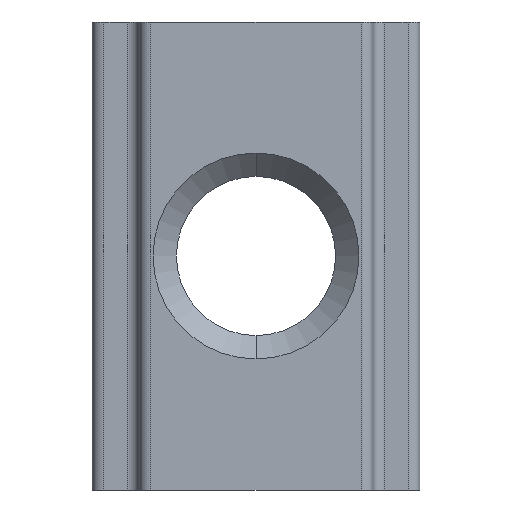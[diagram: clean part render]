
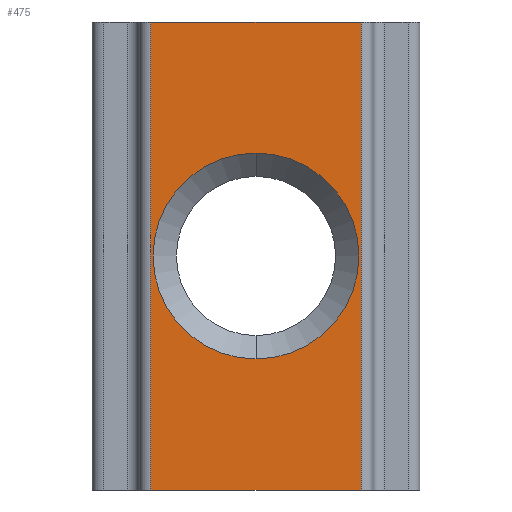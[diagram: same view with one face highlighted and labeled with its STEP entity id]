
A CAD part, front view. The second image highlights one B-rep face of the part: STEP entity #475.
In plain terms, the highlighted planar face has unit normal (0, -1, 0).
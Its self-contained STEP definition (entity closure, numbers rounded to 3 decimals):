
#11 = DIRECTION ( 'NONE',  ( 1., 0., 0. ) ) ;
#13 = CARTESIAN_POINT ( 'NONE',  ( -4.5, 0., 20. ) ) ;
#56 = CARTESIAN_POINT ( 'NONE',  ( 4.5, 0., 20. ) ) ;
#74 = LINE ( 'NONE', #990, #270 ) ;
#85 = LINE ( 'NONE', #56, #247 ) ;
#88 = CIRCLE ( 'NONE', #832, 4.4 ) ;
#92 = EDGE_CURVE ( 'NONE', #876, #956, #85, .T. ) ;
#169 = CARTESIAN_POINT ( 'NONE',  ( 0., 0., 14.4 ) ) ;
#219 = CARTESIAN_POINT ( 'NONE',  ( 4.5, 0., 0. ) ) ;
#246 = VERTEX_POINT ( 'NONE', #169 ) ;
#247 = VECTOR ( 'NONE', #833, 1000. ) ;
#270 = VECTOR ( 'NONE', #414, 1000. ) ;
#280 = CARTESIAN_POINT ( 'NONE',  ( 0., 0., 5.6 ) ) ;
#287 = FACE_BOUND ( 'NONE', #533, .T. ) ;
#324 = VERTEX_POINT ( 'NONE', #13 ) ;
#342 = ORIENTED_EDGE ( 'NONE', *, *, #647, .T. ) ;
#347 = CARTESIAN_POINT ( 'NONE',  ( 0., 0., 10. ) ) ;
#392 = EDGE_CURVE ( 'NONE', #324, #399, #1247, .T. ) ;
#398 = CARTESIAN_POINT ( 'NONE',  ( 0., 0., 10. ) ) ;
#399 = VERTEX_POINT ( 'NONE', #1073 ) ;
#414 = DIRECTION ( 'NONE',  ( 1., 0., 0. ) ) ;
#442 = DIRECTION ( 'NONE',  ( 0., 0., 1. ) ) ;
#444 = AXIS2_PLACEMENT_3D ( 'NONE', #347, #1016, #442 ) ;
#475 = ADVANCED_FACE ( 'NONE', ( #287, #542 ), #708, .F. ) ;
#526 = DIRECTION ( 'NONE',  ( 0., 1., 0. ) ) ;
#527 = CIRCLE ( 'NONE', #444, 4.4 ) ;
#533 = EDGE_LOOP ( 'NONE', ( #855, #342 ) ) ;
#542 = FACE_OUTER_BOUND ( 'NONE', #925, .T. ) ;
#548 = ORIENTED_EDGE ( 'NONE', *, *, #92, .T. ) ;
#559 = VECTOR ( 'NONE', #11, 1000. ) ;
#561 = CARTESIAN_POINT ( 'NONE',  ( -5., 0., 20. ) ) ;
#594 = VECTOR ( 'NONE', #892, 1000. ) ;
#647 = EDGE_CURVE ( 'NONE', #246, #1174, #527, .T. ) ;
#670 = ORIENTED_EDGE ( 'NONE', *, *, #392, .T. ) ;
#678 = EDGE_CURVE ( 'NONE', #324, #956, #725, .T. ) ;
#687 = EDGE_CURVE ( 'NONE', #1174, #246, #88, .T. ) ;
#708 = PLANE ( 'NONE',  #872 ) ;
#725 = LINE ( 'NONE', #561, #559 ) ;
#758 = DIRECTION ( 'NONE',  ( 0., 0., 1. ) ) ;
#832 = AXIS2_PLACEMENT_3D ( 'NONE', #398, #1154, #758 ) ;
#833 = DIRECTION ( 'NONE',  ( 0., 0., 1. ) ) ;
#855 = ORIENTED_EDGE ( 'NONE', *, *, #687, .T. ) ;
#872 = AXIS2_PLACEMENT_3D ( 'NONE', #1010, #526, #1095 ) ;
#876 = VERTEX_POINT ( 'NONE', #219 ) ;
#892 = DIRECTION ( 'NONE',  ( 0., 0., -1. ) ) ;
#893 = EDGE_CURVE ( 'NONE', #399, #876, #74, .T. ) ;
#925 = EDGE_LOOP ( 'NONE', ( #1074, #670, #1147, #548 ) ) ;
#956 = VERTEX_POINT ( 'NONE', #998 ) ;
#990 = CARTESIAN_POINT ( 'NONE',  ( -5., 0., 0. ) ) ;
#998 = CARTESIAN_POINT ( 'NONE',  ( 4.5, 0., 20. ) ) ;
#1010 = CARTESIAN_POINT ( 'NONE',  ( -5., 0., 20. ) ) ;
#1016 = DIRECTION ( 'NONE',  ( 0., 1., 0. ) ) ;
#1073 = CARTESIAN_POINT ( 'NONE',  ( -4.5, 0., 0. ) ) ;
#1074 = ORIENTED_EDGE ( 'NONE', *, *, #678, .F. ) ;
#1095 = DIRECTION ( 'NONE',  ( 0., 0., 1. ) ) ;
#1147 = ORIENTED_EDGE ( 'NONE', *, *, #893, .T. ) ;
#1154 = DIRECTION ( 'NONE',  ( 0., 1., 0. ) ) ;
#1174 = VERTEX_POINT ( 'NONE', #280 ) ;
#1192 = CARTESIAN_POINT ( 'NONE',  ( -4.5, 0., 20. ) ) ;
#1247 = LINE ( 'NONE', #1192, #594 ) ;
